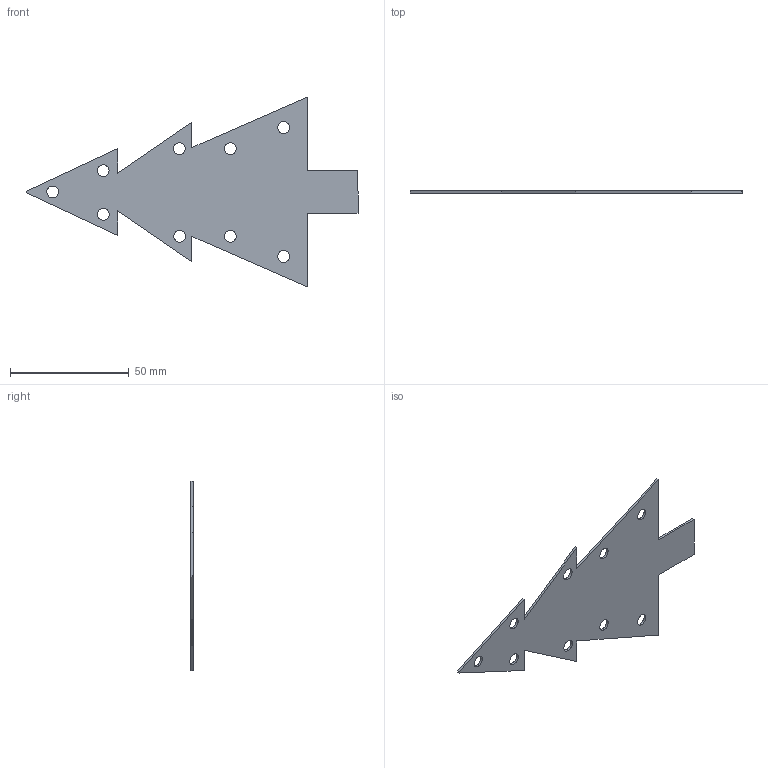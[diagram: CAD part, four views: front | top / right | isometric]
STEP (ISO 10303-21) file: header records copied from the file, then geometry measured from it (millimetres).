
FILE_DESCRIPTION(/* description */ (''),/* implementation_level */ '2;1');
FILE_NAME(/* name */ 'Arbol.stp',/* time_stamp */ '2016-11-25T18:52:15-03:00',/* author */ ('Eduard'),/* organization */ (''),/* preprocessor_version */ 'ST-DEVELOPER v15.6',/* originating_system */ 'Autodesk Inventor 2015',/* authorisation */ '');
FILE_SCHEMA (('AUTOMOTIVE_DESIGN { 1 0 10303 214 3 1 1 }'));
Length unit declared in the file: millimetre
Products named in the file (1): Arbol
Bounding box: 140.02 x 1 x 80.12 mm (x, y, z)
Volume: 4964.4 mm3; surface area: 10503.3 mm2
Topology: 1 solids, 1 shells, 28 faces, 78 edges, 52 vertices
Faces by surface type: plane 19, cylinder 9
Full cylindrical faces by diameter (mm): 5 x9
Entity records: 915 total; most frequent: CARTESIAN_POINT 150, DIRECTION 145, ORIENTED_EDGE 138, EDGE_CURVE 69, EDGE_LOOP 55, VERTEX_POINT 52, LINE 51, VECTOR 51
